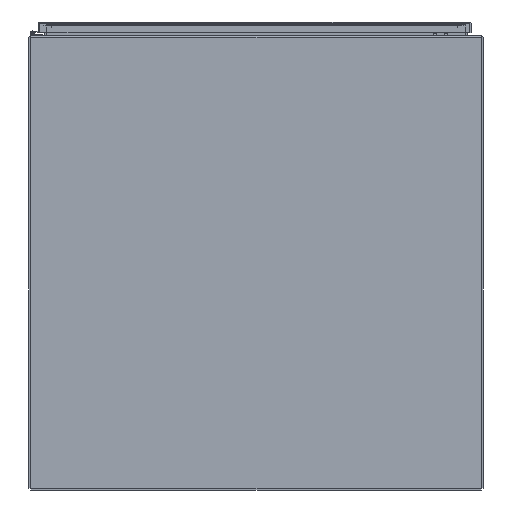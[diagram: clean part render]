
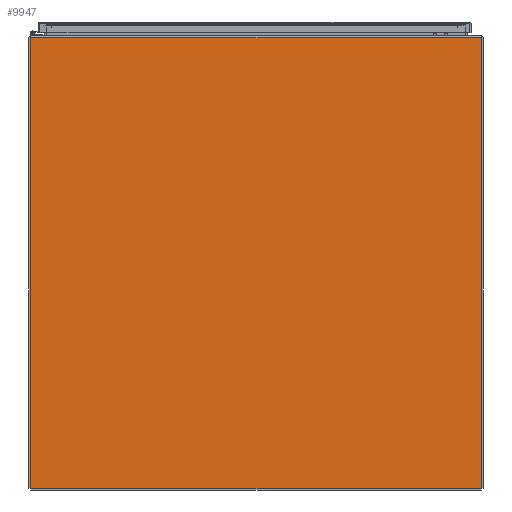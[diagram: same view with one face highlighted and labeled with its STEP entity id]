
A CAD part, front view. The second image highlights one B-rep face of the part: STEP entity #9947.
In plain terms, the highlighted face is planar.
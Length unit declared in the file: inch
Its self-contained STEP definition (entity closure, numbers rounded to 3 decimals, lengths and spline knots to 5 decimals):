
#9735 = LINE ( 'NONE', #48888, #47104 ) ;
#9947 = ADVANCED_FACE ( 'NONE', ( #21743 ), #130763, .T. ) ;
#21743 = FACE_OUTER_BOUND ( 'NONE', #88619, .T. ) ;
#28777 = CARTESIAN_POINT ( 'NONE',  ( 17.9375, -17.84375, 0.125 ) ) ;
#37695 = VERTEX_POINT ( 'NONE', #138885 ) ;
#39308 = ORIENTED_EDGE ( 'NONE', *, *, #89380, .F. ) ;
#41292 = VERTEX_POINT ( 'NONE', #28777 ) ;
#47104 = VECTOR ( 'NONE', #111104, 39.37008 ) ;
#48514 = DIRECTION ( 'NONE',  ( 1., 0., 0. ) ) ;
#48888 = CARTESIAN_POINT ( 'NONE',  ( -17.9375, -18., 0.125 ) ) ;
#60938 = ORIENTED_EDGE ( 'NONE', *, *, #115012, .T. ) ;
#65789 = VECTOR ( 'NONE', #192346, 39.37008 ) ;
#70862 = LINE ( 'NONE', #176494, #65789 ) ;
#88300 = CARTESIAN_POINT ( 'NONE',  ( 17.9375, 18., 0.125 ) ) ;
#88619 = EDGE_LOOP ( 'NONE', ( #60938, #132030, #39308, #139944 ) ) ;
#89380 = EDGE_CURVE ( 'NONE', #37695, #126155, #149317, .T. ) ;
#94545 = AXIS2_PLACEMENT_3D ( 'NONE', #110161, #110003, #109960 ) ;
#94977 = CARTESIAN_POINT ( 'NONE',  ( -17.9375, -17.84375, 0.125 ) ) ;
#97126 = VECTOR ( 'NONE', #48514, 39.37008 ) ;
#99174 = EDGE_CURVE ( 'NONE', #126155, #41292, #70862, .T. ) ;
#100922 = DIRECTION ( 'NONE',  ( 1., 0., 0. ) ) ;
#104759 = CARTESIAN_POINT ( 'NONE',  ( -17.9375, 18., 0.125 ) ) ;
#107525 = VECTOR ( 'NONE', #100922, 39.37008 ) ;
#109960 = DIRECTION ( 'NONE',  ( 1., 0., 0. ) ) ;
#110003 = DIRECTION ( 'NONE',  ( 0., 0., 1. ) ) ;
#110161 = CARTESIAN_POINT ( 'NONE',  ( 0., 0., 0.125 ) ) ;
#111104 = DIRECTION ( 'NONE',  ( 0., 1., 0. ) ) ;
#115012 = EDGE_CURVE ( 'NONE', #168619, #41292, #138977, .T. ) ;
#117278 = EDGE_CURVE ( 'NONE', #168619, #37695, #9735, .T. ) ;
#126155 = VERTEX_POINT ( 'NONE', #88300 ) ;
#127220 = CARTESIAN_POINT ( 'NONE',  ( -8.96875, -17.84375, 0.125 ) ) ;
#130763 = PLANE ( 'NONE',  #94545 ) ;
#132030 = ORIENTED_EDGE ( 'NONE', *, *, #99174, .F. ) ;
#138885 = CARTESIAN_POINT ( 'NONE',  ( -17.9375, 18., 0.125 ) ) ;
#138977 = LINE ( 'NONE', #127220, #97126 ) ;
#139944 = ORIENTED_EDGE ( 'NONE', *, *, #117278, .F. ) ;
#149317 = LINE ( 'NONE', #104759, #107525 ) ;
#168619 = VERTEX_POINT ( 'NONE', #94977 ) ;
#176494 = CARTESIAN_POINT ( 'NONE',  ( 17.9375, 18., 0.125 ) ) ;
#192346 = DIRECTION ( 'NONE',  ( 0., -1., 0. ) ) ;
